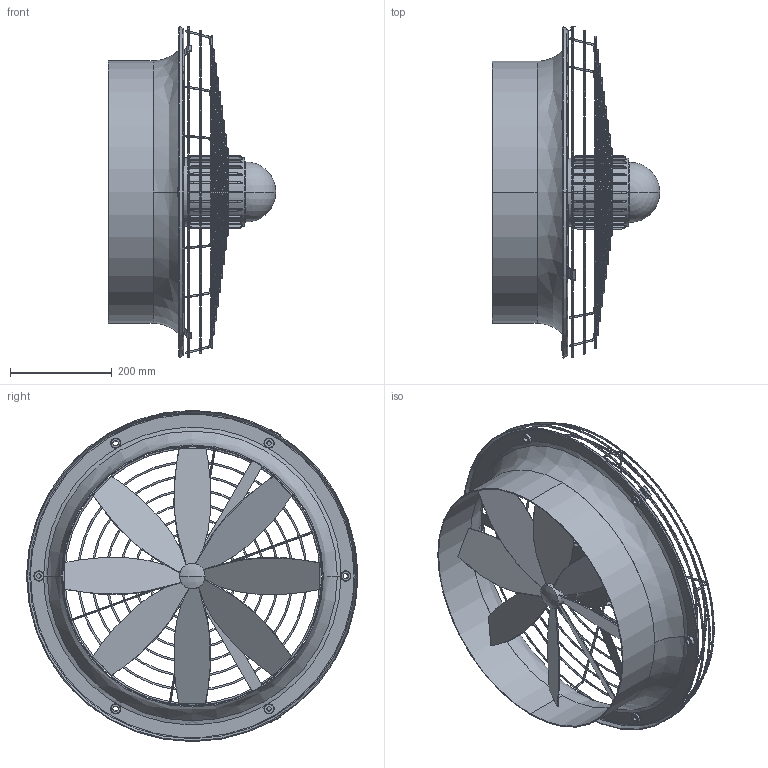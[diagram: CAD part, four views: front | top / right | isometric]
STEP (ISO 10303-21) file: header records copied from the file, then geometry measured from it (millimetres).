
FILE_DESCRIPTION (( 'STEP AP214' ), '1' );
FILE_NAME ('0094.0027.STEP', '2015-02-08T16:09:02', ( '' ), ( '' ), 'SwSTEP 2.0', 'SolidWorks 2013', '' );
FILE_SCHEMA (( 'AUTOMOTIVE_DESIGN' ));
Length unit declared in the file: millimetre
Products named in the file (1): 0094.0027
Bounding box: 328.8 x 651.27 x 650 mm (x, y, z)
Volume: 3467378.3 mm3; surface area: 1279443.4 mm2
Topology: 1 solids, 1 shells, 664 faces, 1957 edges, 1266 vertices
Faces by surface type: bspline 252, plane 214, cylinder 120, torus 48, cone 24, sphere 6
Entity records: 38143 total; most frequent: CARTESIAN_POINT 14543, ORIENTED_EDGE 3906, DIRECTION 2715, EDGE_CURVE 1953, VERTEX_POINT 1266, AXIS2_PLACEMENT_3D 1018, EDGE_LOOP 777, VECTOR 679
